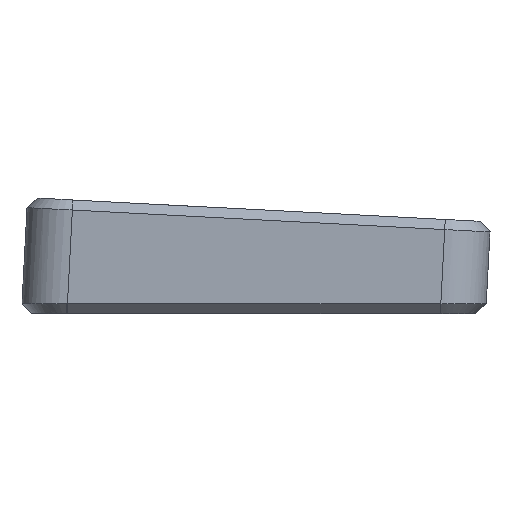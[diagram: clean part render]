
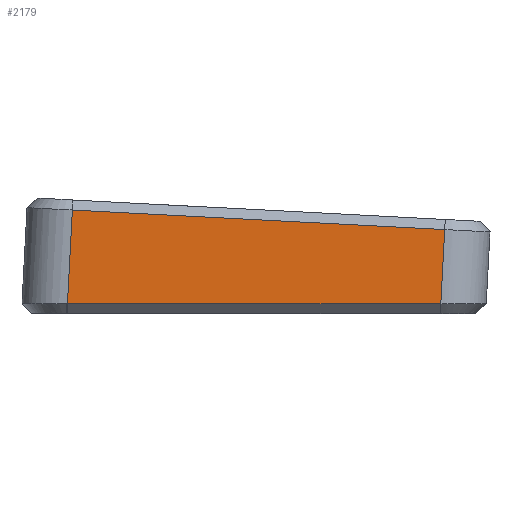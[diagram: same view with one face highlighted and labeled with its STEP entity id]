
A CAD part, left-side view. The second image highlights one B-rep face of the part: STEP entity #2179.
In plain terms, the highlighted planar face has unit normal (-1, 0, 0).
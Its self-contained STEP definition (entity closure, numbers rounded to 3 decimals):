
#41=B_SPLINE_CURVE_WITH_KNOTS('',3,(#3646,#3647,#3648,#3649),
 .UNSPECIFIED.,.F.,.F.,(4,4),(1.559,1.571),
 .UNSPECIFIED.);
#253=FACE_OUTER_BOUND('',#385,.T.);
#385=EDGE_LOOP('',(#1717,#1718,#1719,#1720,#1721));
#566=LINE('',#3518,#777);
#577=LINE('',#3713,#788);
#578=LINE('',#3715,#789);
#579=LINE('',#3716,#790);
#777=VECTOR('',#2791,10.);
#788=VECTOR('',#2808,10.);
#789=VECTOR('',#2809,10.);
#790=VECTOR('',#2810,10.);
#997=VERTEX_POINT('',#3511);
#1000=VERTEX_POINT('',#3516);
#1001=VERTEX_POINT('',#3567);
#1013=VERTEX_POINT('',#3712);
#1014=VERTEX_POINT('',#3714);
#1248=EDGE_CURVE('',#1000,#997,#566,.T.);
#1261=EDGE_CURVE('',#1001,#1000,#41,.T.);
#1271=EDGE_CURVE('',#1013,#1001,#577,.T.);
#1272=EDGE_CURVE('',#1014,#1013,#578,.T.);
#1273=EDGE_CURVE('',#997,#1014,#579,.T.);
#1717=ORIENTED_EDGE('',*,*,#1248,.F.);
#1718=ORIENTED_EDGE('',*,*,#1261,.F.);
#1719=ORIENTED_EDGE('',*,*,#1271,.F.);
#1720=ORIENTED_EDGE('',*,*,#1272,.F.);
#1721=ORIENTED_EDGE('',*,*,#1273,.F.);
#2085=PLANE('',#2367);
#2179=ADVANCED_FACE('',(#253),#2085,.T.);
#2367=AXIS2_PLACEMENT_3D('',#3711,#2806,#2807);
#2791=DIRECTION('',(0.,1.,0.));
#2806=DIRECTION('center_axis',(-1.,0.,0.));
#2807=DIRECTION('ref_axis',(0.,-0.999,-0.052));
#2808=DIRECTION('',(0.,0.052,-0.999));
#2809=DIRECTION('',(0.,-0.999,-0.052));
#2810=DIRECTION('',(0.,-0.052,0.999));
#3511=CARTESIAN_POINT('',(6.323,45.507,1.788));
#3516=CARTESIAN_POINT('',(6.323,-28.44,1.788));
#3518=CARTESIAN_POINT('',(6.323,31.473,1.788));
#3567=CARTESIAN_POINT('',(6.323,-28.545,1.788));
#3646=CARTESIAN_POINT('Ctrl Pts',(6.323,-28.545,1.788));
#3647=CARTESIAN_POINT('Ctrl Pts',(6.323,-28.51,1.788));
#3648=CARTESIAN_POINT('Ctrl Pts',(6.323,-28.475,1.788));
#3649=CARTESIAN_POINT('Ctrl Pts',(6.323,-28.44,1.788));
#3711=CARTESIAN_POINT('Origin',(6.323,54.36,4.815));
#3712=CARTESIAN_POINT('',(6.323,-29.316,16.511));
#3713=CARTESIAN_POINT('',(6.323,-28.476,0.473));
#3714=CARTESIAN_POINT('',(6.323,44.532,20.382));
#3715=CARTESIAN_POINT('',(6.323,30.564,19.65));
#3716=CARTESIAN_POINT('',(6.323,45.373,4.344));
